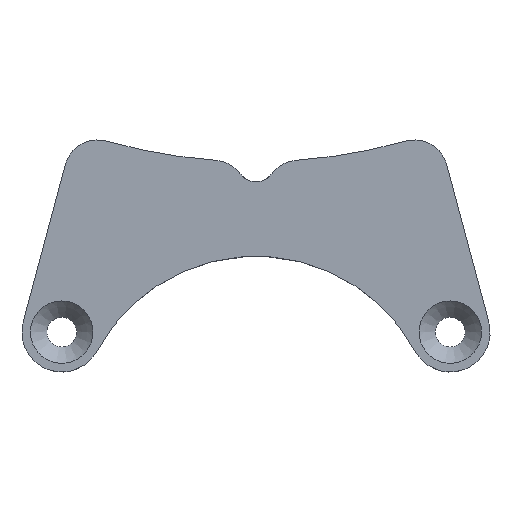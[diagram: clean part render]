
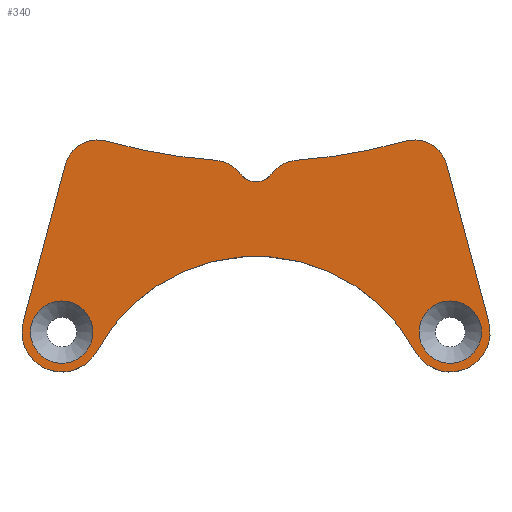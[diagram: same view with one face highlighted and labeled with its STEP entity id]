
A CAD part, top view. The second image highlights one B-rep face of the part: STEP entity #340.
In plain terms, the highlighted planar face has unit normal (0, 0, 1).
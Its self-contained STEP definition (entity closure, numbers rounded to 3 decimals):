
#17=PLANE('',#386);
#22=FACE_BOUND('',#53,.T.);
#23=FACE_BOUND('',#54,.T.);
#32=FACE_OUTER_BOUND('',#52,.T.);
#52=EDGE_LOOP('',(#234,#235,#236,#237,#238,#239,#240,#241,#242,#243,#244,
#245));
#53=EDGE_LOOP('',(#246));
#54=EDGE_LOOP('',(#247));
#77=LINE('',#595,#98);
#78=LINE('',#603,#99);
#98=VECTOR('',#448,10.);
#99=VECTOR('',#455,10.);
#117=CIRCLE('',#382,5.);
#118=CIRCLE('',#384,3.);
#120=CIRCLE('',#387,83.5);
#121=CIRCLE('',#388,5.);
#122=CIRCLE('',#389,6.);
#123=CIRCLE('',#390,27.266);
#124=CIRCLE('',#391,6.);
#125=CIRCLE('',#392,5.);
#126=CIRCLE('',#393,83.5);
#127=CIRCLE('',#394,5.);
#128=CIRCLE('',#395,4.7);
#129=CIRCLE('',#396,4.7);
#144=VERTEX_POINT('',#543);
#145=VERTEX_POINT('',#545);
#146=VERTEX_POINT('',#549);
#149=VERTEX_POINT('',#590);
#150=VERTEX_POINT('',#592);
#151=VERTEX_POINT('',#594);
#152=VERTEX_POINT('',#596);
#153=VERTEX_POINT('',#598);
#154=VERTEX_POINT('',#600);
#155=VERTEX_POINT('',#602);
#156=VERTEX_POINT('',#604);
#157=VERTEX_POINT('',#606);
#158=VERTEX_POINT('',#609);
#159=VERTEX_POINT('',#611);
#177=EDGE_CURVE('',#144,#145,#117,.T.);
#179=EDGE_CURVE('',#146,#145,#118,.T.);
#183=EDGE_CURVE('',#144,#149,#120,.T.);
#184=EDGE_CURVE('',#150,#149,#121,.T.);
#185=EDGE_CURVE('',#150,#151,#77,.T.);
#186=EDGE_CURVE('',#151,#152,#122,.T.);
#187=EDGE_CURVE('',#152,#153,#123,.T.);
#188=EDGE_CURVE('',#153,#154,#124,.T.);
#189=EDGE_CURVE('',#154,#155,#78,.T.);
#190=EDGE_CURVE('',#156,#155,#125,.T.);
#191=EDGE_CURVE('',#156,#157,#126,.T.);
#192=EDGE_CURVE('',#146,#157,#127,.T.);
#193=EDGE_CURVE('',#158,#158,#128,.T.);
#194=EDGE_CURVE('',#159,#159,#129,.T.);
#234=ORIENTED_EDGE('',*,*,#177,.F.);
#235=ORIENTED_EDGE('',*,*,#183,.T.);
#236=ORIENTED_EDGE('',*,*,#184,.F.);
#237=ORIENTED_EDGE('',*,*,#185,.T.);
#238=ORIENTED_EDGE('',*,*,#186,.T.);
#239=ORIENTED_EDGE('',*,*,#187,.T.);
#240=ORIENTED_EDGE('',*,*,#188,.T.);
#241=ORIENTED_EDGE('',*,*,#189,.T.);
#242=ORIENTED_EDGE('',*,*,#190,.F.);
#243=ORIENTED_EDGE('',*,*,#191,.T.);
#244=ORIENTED_EDGE('',*,*,#192,.F.);
#245=ORIENTED_EDGE('',*,*,#179,.T.);
#246=ORIENTED_EDGE('',*,*,#193,.T.);
#247=ORIENTED_EDGE('',*,*,#194,.T.);
#340=ADVANCED_FACE('',(#32,#22,#23),#17,.T.);
#382=AXIS2_PLACEMENT_3D('',#546,#432,#433);
#384=AXIS2_PLACEMENT_3D('',#550,#437,#438);
#386=AXIS2_PLACEMENT_3D('',#589,#442,#443);
#387=AXIS2_PLACEMENT_3D('',#591,#444,#445);
#388=AXIS2_PLACEMENT_3D('',#593,#446,#447);
#389=AXIS2_PLACEMENT_3D('',#597,#449,#450);
#390=AXIS2_PLACEMENT_3D('',#599,#451,#452);
#391=AXIS2_PLACEMENT_3D('',#601,#453,#454);
#392=AXIS2_PLACEMENT_3D('',#605,#456,#457);
#393=AXIS2_PLACEMENT_3D('',#607,#458,#459);
#394=AXIS2_PLACEMENT_3D('',#608,#460,#461);
#395=AXIS2_PLACEMENT_3D('',#610,#462,#463);
#396=AXIS2_PLACEMENT_3D('',#612,#464,#465);
#432=DIRECTION('center_axis',(0.,0.,-1.));
#433=DIRECTION('ref_axis',(0.482,0.876,0.));
#437=DIRECTION('center_axis',(0.,0.,-1.));
#438=DIRECTION('ref_axis',(1.,0.,0.));
#442=DIRECTION('center_axis',(0.,0.,1.));
#443=DIRECTION('ref_axis',(1.,0.,0.));
#444=DIRECTION('center_axis',(0.,0.,-1.));
#445=DIRECTION('ref_axis',(0.328,0.945,0.));
#446=DIRECTION('center_axis',(0.,0.,-1.));
#447=DIRECTION('ref_axis',(-0.495,0.869,0.));
#448=DIRECTION('',(-0.259,-0.966,0.));
#449=DIRECTION('center_axis',(0.,0.,1.));
#450=DIRECTION('ref_axis',(-0.966,0.259,0.));
#451=DIRECTION('center_axis',(0.,0.,-1.));
#452=DIRECTION('ref_axis',(0.,-1.,0.));
#453=DIRECTION('center_axis',(0.,0.,1.));
#454=DIRECTION('ref_axis',(-0.879,-0.476,0.));
#455=DIRECTION('',(-0.259,0.966,0.));
#456=DIRECTION('center_axis',(0.,0.,-1.));
#457=DIRECTION('ref_axis',(0.495,0.869,0.));
#458=DIRECTION('center_axis',(0.,0.,-1.));
#459=DIRECTION('ref_axis',(0.328,0.945,0.));
#460=DIRECTION('center_axis',(0.,0.,-1.));
#461=DIRECTION('ref_axis',(-0.482,0.876,0.));
#462=DIRECTION('center_axis',(0.,0.,-1.));
#463=DIRECTION('ref_axis',(1.,0.,0.));
#464=DIRECTION('center_axis',(0.,0.,-1.));
#465=DIRECTION('ref_axis',(1.,0.,0.));
#543=CARTESIAN_POINT('',(-6.062,-83.28,6.));
#545=CARTESIAN_POINT('',(-2.409,-85.287,6.));
#546=CARTESIAN_POINT('Origin',(-6.425,-88.266,6.));
#549=CARTESIAN_POINT('',(2.409,-85.287,6.));
#550=CARTESIAN_POINT('Origin',(0.,-83.5,6.));
#589=CARTESIAN_POINT('Origin',(0.,-97.022,6.));
#590=CARTESIAN_POINT('',(-22.521,-80.405,6.));
#591=CARTESIAN_POINT('Origin',(0.,0.,6.));
#592=CARTESIAN_POINT('',(-28.7,-83.926,6.));
#593=CARTESIAN_POINT('Origin',(-23.87,-85.22,6.));
#594=CARTESIAN_POINT('',(-35.042,-107.597,6.));
#595=CARTESIAN_POINT('',(-27.351,-78.893,6.));
#596=CARTESIAN_POINT('',(-23.971,-112.009,6.));
#597=CARTESIAN_POINT('Origin',(-29.247,-109.15,6.));
#598=CARTESIAN_POINT('',(23.971,-112.009,6.));
#599=CARTESIAN_POINT('Origin',(0.,-125.,6.));
#600=CARTESIAN_POINT('',(35.042,-107.597,6.));
#601=CARTESIAN_POINT('Origin',(29.247,-109.15,6.));
#602=CARTESIAN_POINT('',(28.7,-83.926,6.));
#603=CARTESIAN_POINT('',(35.042,-107.597,6.));
#604=CARTESIAN_POINT('',(22.521,-80.405,6.));
#605=CARTESIAN_POINT('Origin',(23.87,-85.22,6.));
#606=CARTESIAN_POINT('',(6.062,-83.28,6.));
#607=CARTESIAN_POINT('Origin',(0.,0.,6.));
#608=CARTESIAN_POINT('Origin',(6.425,-88.266,6.));
#609=CARTESIAN_POINT('',(-33.947,-109.15,6.));
#610=CARTESIAN_POINT('Origin',(-29.247,-109.15,6.));
#611=CARTESIAN_POINT('',(24.547,-109.15,6.));
#612=CARTESIAN_POINT('Origin',(29.247,-109.15,6.));
